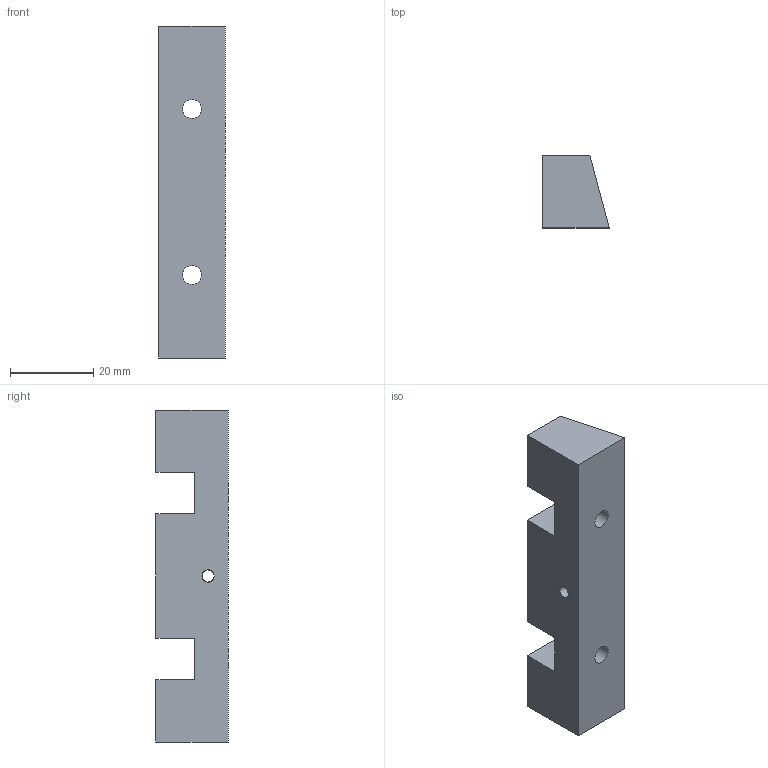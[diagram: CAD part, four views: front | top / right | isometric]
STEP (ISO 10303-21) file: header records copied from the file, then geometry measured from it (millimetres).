
FILE_DESCRIPTION(('FreeCAD Model'),'2;1');
FILE_NAME('Open CASCADE Shape Model','2026-01-03T15:50:13',(''),(''), 'Open CASCADE STEP processor 7.8','FreeCAD','Unknown');
FILE_SCHEMA(('AUTOMOTIVE_DESIGN { 1 0 10303 214 1 1 1 1 }'));
Length unit declared in the file: millimetre
Products named in the file (2): stopka; Zawartość001
Assembly tree (1 placements, depth 2):
  stopka
    Zawartość001
Bounding box: 16 x 17.39 x 80 mm (x, y, z)
Volume: 16294.8 mm3; surface area: 5919.8 mm2
Topology: 1 solids, 1 shells, 18 faces, 48 edges, 32 vertices
Faces by surface type: plane 14, cylinder 2, extrusion 2
Full cylindrical faces by diameter (mm): 4.5 x2
Entity records: 697 total; most frequent: CARTESIAN_POINT 187, ORIENTED_EDGE 96, DIRECTION 93, EDGE_CURVE 48, VECTOR 41, LINE 39, VERTEX_POINT 32, AXIS2_PLACEMENT_3D 26
